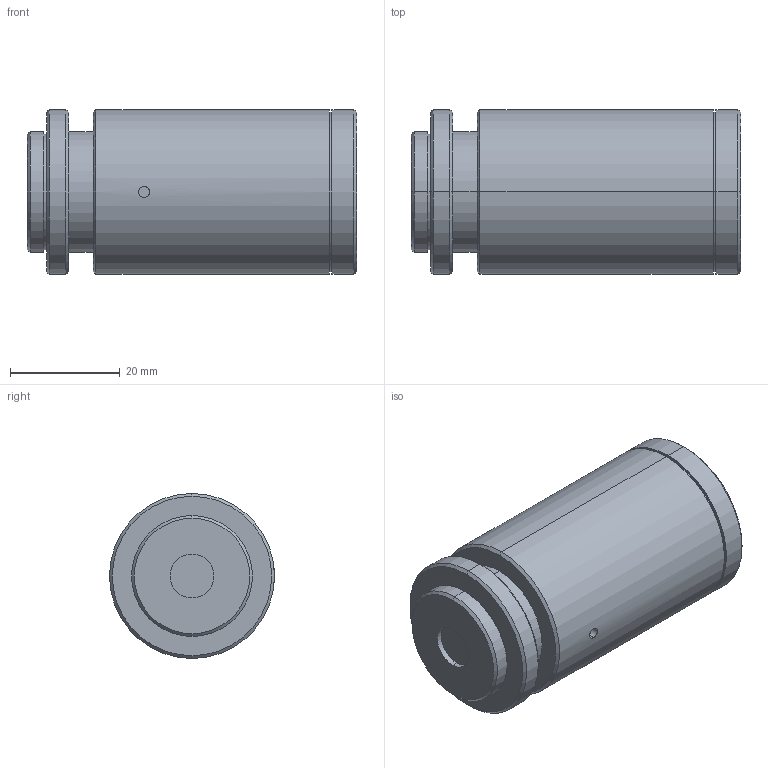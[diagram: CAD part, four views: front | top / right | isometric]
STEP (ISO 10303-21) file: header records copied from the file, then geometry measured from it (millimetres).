
FILE_DESCRIPTION (( 'STEP AP203' ), '1' );
FILE_NAME ('450023.STEP', '2025-10-27T03:06:56', ( '' ), ( '' ), 'SwSTEP 2.0', 'SolidWorks 2020', '' );
FILE_SCHEMA (( 'CONFIG_CONTROL_DESIGN' ));
Length unit declared in the file: millimetre
Products named in the file (1): 450023
Bounding box: 59.92 x 30 x 30 mm (x, y, z)
Volume: 38728.8 mm3; surface area: 8361.5 mm2
Topology: 1 solids, 1 shells, 44 faces, 86 edges, 54 vertices
Faces by surface type: cylinder 22, plane 12, cone 10
Entity records: 1247 total; most frequent: DIRECTION 226, CARTESIAN_POINT 217, ORIENTED_EDGE 172, AXIS2_PLACEMENT_3D 97, EDGE_CURVE 86, EDGE_LOOP 54, VERTEX_POINT 54, CIRCLE 52
